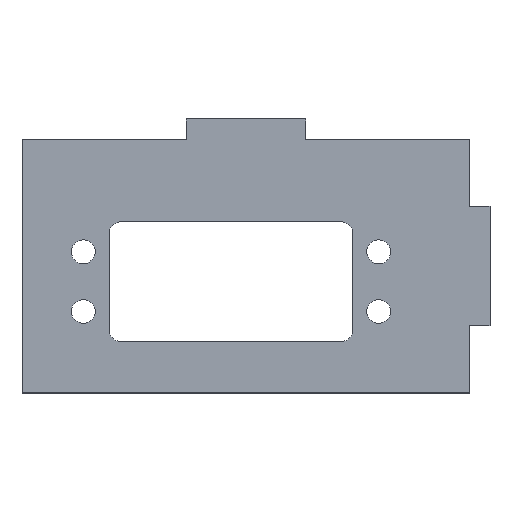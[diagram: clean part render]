
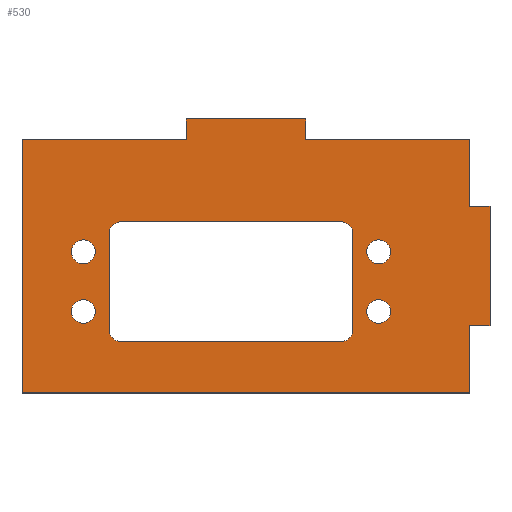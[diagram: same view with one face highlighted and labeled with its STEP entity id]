
A CAD part, top view. The second image highlights one B-rep face of the part: STEP entity #530.
In plain terms, the highlighted planar face has unit normal (0, 0, 1).
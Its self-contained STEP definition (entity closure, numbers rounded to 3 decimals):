
#20=FACE_BOUND('',#106,.T.);
#21=FACE_BOUND('',#107,.T.);
#22=FACE_BOUND('',#108,.T.);
#23=FACE_BOUND('',#109,.T.);
#24=FACE_BOUND('',#110,.T.);
#26=CIRCLE('',#561,2.);
#28=CIRCLE('',#564,2.);
#30=CIRCLE('',#567,2.);
#32=CIRCLE('',#570,2.);
#37=CIRCLE('',#579,2.);
#38=CIRCLE('',#582,2.);
#39=CIRCLE('',#585,2.);
#40=CIRCLE('',#588,2.);
#74=FACE_OUTER_BOUND('',#105,.T.);
#105=EDGE_LOOP('',(#463,#464,#465,#466,#467,#468,#469,#470,#471,#472,#473,
#474));
#106=EDGE_LOOP('',(#475));
#107=EDGE_LOOP('',(#476));
#108=EDGE_LOOP('',(#477));
#109=EDGE_LOOP('',(#478));
#110=EDGE_LOOP('',(#479,#480,#481,#482,#483,#484,#485,#486));
#111=LINE('',#739,#167);
#115=LINE('',#747,#171);
#118=LINE('',#753,#174);
#121=LINE('',#760,#177);
#125=LINE('',#768,#181);
#128=LINE('',#774,#184);
#131=LINE('',#780,#187);
#134=LINE('',#786,#190);
#142=LINE('',#818,#198);
#151=LINE('',#843,#207);
#156=LINE('',#854,#212);
#159=LINE('',#862,#215);
#162=LINE('',#870,#218);
#164=LINE('',#876,#220);
#165=LINE('',#878,#221);
#166=LINE('',#880,#222);
#167=VECTOR('',#597,10.);
#171=VECTOR('',#603,10.);
#174=VECTOR('',#608,10.);
#177=VECTOR('',#613,10.);
#181=VECTOR('',#619,10.);
#184=VECTOR('',#624,10.);
#187=VECTOR('',#629,10.);
#190=VECTOR('',#634,10.);
#198=VECTOR('',#668,10.);
#207=VECTOR('',#689,10.);
#212=VECTOR('',#700,10.);
#215=VECTOR('',#709,10.);
#218=VECTOR('',#718,10.);
#220=VECTOR('',#726,10.);
#221=VECTOR('',#729,10.);
#222=VECTOR('',#732,10.);
#223=VERTEX_POINT('',#737);
#224=VERTEX_POINT('',#738);
#227=VERTEX_POINT('',#746);
#229=VERTEX_POINT('',#752);
#231=VERTEX_POINT('',#758);
#232=VERTEX_POINT('',#759);
#235=VERTEX_POINT('',#767);
#237=VERTEX_POINT('',#773);
#239=VERTEX_POINT('',#779);
#241=VERTEX_POINT('',#785);
#244=VERTEX_POINT('',#793);
#246=VERTEX_POINT('',#799);
#248=VERTEX_POINT('',#805);
#250=VERTEX_POINT('',#811);
#252=VERTEX_POINT('',#817);
#262=VERTEX_POINT('',#842);
#263=VERTEX_POINT('',#846);
#264=VERTEX_POINT('',#848);
#265=VERTEX_POINT('',#852);
#266=VERTEX_POINT('',#856);
#267=VERTEX_POINT('',#860);
#268=VERTEX_POINT('',#864);
#269=VERTEX_POINT('',#868);
#270=VERTEX_POINT('',#872);
#271=EDGE_CURVE('',#223,#224,#111,.T.);
#275=EDGE_CURVE('',#224,#227,#115,.T.);
#278=EDGE_CURVE('',#227,#229,#118,.T.);
#281=EDGE_CURVE('',#231,#232,#121,.T.);
#285=EDGE_CURVE('',#232,#235,#125,.T.);
#288=EDGE_CURVE('',#235,#237,#128,.T.);
#291=EDGE_CURVE('',#239,#223,#131,.T.);
#294=EDGE_CURVE('',#241,#231,#134,.T.);
#299=EDGE_CURVE('',#244,#244,#26,.T.);
#302=EDGE_CURVE('',#246,#246,#28,.T.);
#305=EDGE_CURVE('',#248,#248,#30,.T.);
#308=EDGE_CURVE('',#250,#250,#32,.T.);
#310=EDGE_CURVE('',#252,#239,#142,.T.);
#323=EDGE_CURVE('',#262,#252,#151,.T.);
#326=EDGE_CURVE('',#264,#263,#37,.T.);
#329=EDGE_CURVE('',#263,#265,#156,.T.);
#331=EDGE_CURVE('',#265,#266,#38,.T.);
#333=EDGE_CURVE('',#266,#267,#159,.T.);
#335=EDGE_CURVE('',#267,#268,#39,.T.);
#337=EDGE_CURVE('',#268,#269,#162,.T.);
#339=EDGE_CURVE('',#269,#270,#40,.T.);
#340=EDGE_CURVE('',#270,#264,#164,.T.);
#341=EDGE_CURVE('',#237,#262,#165,.T.);
#342=EDGE_CURVE('',#229,#241,#166,.T.);
#463=ORIENTED_EDGE('',*,*,#310,.T.);
#464=ORIENTED_EDGE('',*,*,#291,.T.);
#465=ORIENTED_EDGE('',*,*,#271,.T.);
#466=ORIENTED_EDGE('',*,*,#275,.T.);
#467=ORIENTED_EDGE('',*,*,#278,.T.);
#468=ORIENTED_EDGE('',*,*,#342,.T.);
#469=ORIENTED_EDGE('',*,*,#294,.T.);
#470=ORIENTED_EDGE('',*,*,#281,.T.);
#471=ORIENTED_EDGE('',*,*,#285,.T.);
#472=ORIENTED_EDGE('',*,*,#288,.T.);
#473=ORIENTED_EDGE('',*,*,#341,.T.);
#474=ORIENTED_EDGE('',*,*,#323,.T.);
#475=ORIENTED_EDGE('',*,*,#299,.T.);
#476=ORIENTED_EDGE('',*,*,#302,.T.);
#477=ORIENTED_EDGE('',*,*,#305,.T.);
#478=ORIENTED_EDGE('',*,*,#308,.T.);
#479=ORIENTED_EDGE('',*,*,#326,.T.);
#480=ORIENTED_EDGE('',*,*,#329,.T.);
#481=ORIENTED_EDGE('',*,*,#331,.T.);
#482=ORIENTED_EDGE('',*,*,#333,.T.);
#483=ORIENTED_EDGE('',*,*,#335,.T.);
#484=ORIENTED_EDGE('',*,*,#337,.T.);
#485=ORIENTED_EDGE('',*,*,#339,.T.);
#486=ORIENTED_EDGE('',*,*,#340,.T.);
#504=PLANE('',#592);
#530=ADVANCED_FACE('',(#74,#20,#21,#22,#23,#24),#504,.T.);
#561=AXIS2_PLACEMENT_3D('',#795,#642,#643);
#564=AXIS2_PLACEMENT_3D('',#801,#649,#650);
#567=AXIS2_PLACEMENT_3D('',#807,#656,#657);
#570=AXIS2_PLACEMENT_3D('',#813,#663,#664);
#579=AXIS2_PLACEMENT_3D('',#849,#694,#695);
#582=AXIS2_PLACEMENT_3D('',#858,#704,#705);
#585=AXIS2_PLACEMENT_3D('',#866,#713,#714);
#588=AXIS2_PLACEMENT_3D('',#874,#722,#723);
#592=AXIS2_PLACEMENT_3D('',#881,#733,#734);
#597=DIRECTION('',(1.,0.,0.));
#603=DIRECTION('',(0.,1.,0.));
#608=DIRECTION('',(-1.,0.,0.));
#613=DIRECTION('',(0.,1.,0.));
#619=DIRECTION('',(-1.,0.,0.));
#624=DIRECTION('',(0.,-1.,0.));
#629=DIRECTION('',(0.,1.,0.));
#634=DIRECTION('',(-1.,0.,0.));
#642=DIRECTION('center_axis',(0.,0.,-1.));
#643=DIRECTION('ref_axis',(-1.,0.,0.));
#649=DIRECTION('center_axis',(0.,0.,-1.));
#650=DIRECTION('ref_axis',(-1.,0.,0.));
#656=DIRECTION('center_axis',(0.,0.,-1.));
#657=DIRECTION('ref_axis',(-1.,0.,0.));
#663=DIRECTION('center_axis',(0.,0.,-1.));
#664=DIRECTION('ref_axis',(-1.,0.,0.));
#668=DIRECTION('',(1.,0.,0.));
#689=DIRECTION('',(0.,-1.,0.));
#694=DIRECTION('center_axis',(0.,0.,-1.));
#695=DIRECTION('ref_axis',(-1.,0.,0.));
#700=DIRECTION('',(1.,0.,0.));
#704=DIRECTION('center_axis',(0.,0.,-1.));
#705=DIRECTION('ref_axis',(0.,1.,0.));
#709=DIRECTION('',(0.,-1.,0.));
#713=DIRECTION('center_axis',(0.,0.,-1.));
#714=DIRECTION('ref_axis',(1.,0.,0.));
#718=DIRECTION('',(-1.,0.,0.));
#722=DIRECTION('center_axis',(0.,0.,-1.));
#723=DIRECTION('ref_axis',(0.,-1.,0.));
#726=DIRECTION('',(0.,1.,0.));
#729=DIRECTION('',(-1.,0.,0.));
#732=DIRECTION('',(0.,1.,0.));
#733=DIRECTION('center_axis',(0.,0.,1.));
#734=DIRECTION('ref_axis',(1.,0.,0.));
#737=CARTESIAN_POINT('',(76.6,-31.25,0.));
#738=CARTESIAN_POINT('',(80.,-31.25,0.));
#739=CARTESIAN_POINT('',(76.6,-31.25,0.));
#746=CARTESIAN_POINT('',(80.,-11.25,0.));
#747=CARTESIAN_POINT('',(80.,-31.25,0.));
#752=CARTESIAN_POINT('',(76.6,-11.25,0.));
#753=CARTESIAN_POINT('',(80.,-11.25,0.));
#758=CARTESIAN_POINT('',(49.1,0.,0.));
#759=CARTESIAN_POINT('',(49.1,3.4,0.));
#760=CARTESIAN_POINT('',(49.1,0.,0.));
#767=CARTESIAN_POINT('',(29.1,3.4,0.));
#768=CARTESIAN_POINT('',(49.1,3.4,0.));
#773=CARTESIAN_POINT('',(29.1,0.,0.));
#774=CARTESIAN_POINT('',(29.1,3.4,0.));
#779=CARTESIAN_POINT('',(76.6,-42.5,0.));
#780=CARTESIAN_POINT('',(76.6,-90.,0.));
#785=CARTESIAN_POINT('',(76.6,0.,0.));
#786=CARTESIAN_POINT('',(80.,0.,0.));
#793=CARTESIAN_POINT('',(63.361,-28.85,0.));
#795=CARTESIAN_POINT('Origin',(61.361,-28.85,0.));
#799=CARTESIAN_POINT('',(13.861,-18.85,0.));
#801=CARTESIAN_POINT('Origin',(11.861,-18.85,0.));
#805=CARTESIAN_POINT('',(63.361,-18.85,0.));
#807=CARTESIAN_POINT('Origin',(61.361,-18.85,0.));
#811=CARTESIAN_POINT('',(13.861,-28.85,0.));
#813=CARTESIAN_POINT('Origin',(11.861,-28.85,0.));
#817=CARTESIAN_POINT('',(1.6,-42.5,0.));
#818=CARTESIAN_POINT('',(57.85,-42.5,0.));
#842=CARTESIAN_POINT('',(1.6,0.,0.));
#843=CARTESIAN_POINT('',(1.6,0.,0.));
#846=CARTESIAN_POINT('',(18.211,-13.8,0.));
#848=CARTESIAN_POINT('',(16.211,-15.8,0.));
#849=CARTESIAN_POINT('Origin',(18.211,-15.8,0.));
#852=CARTESIAN_POINT('',(55.011,-13.8,0.));
#854=CARTESIAN_POINT('',(47.056,-13.8,0.));
#856=CARTESIAN_POINT('',(57.011,-15.8,0.));
#858=CARTESIAN_POINT('Origin',(55.011,-15.8,0.));
#860=CARTESIAN_POINT('',(57.011,-31.9,0.));
#862=CARTESIAN_POINT('',(57.011,-37.2,0.));
#864=CARTESIAN_POINT('',(55.011,-33.9,0.));
#866=CARTESIAN_POINT('Origin',(55.011,-31.9,0.));
#868=CARTESIAN_POINT('',(18.211,-33.9,0.));
#870=CARTESIAN_POINT('',(28.656,-33.9,0.));
#872=CARTESIAN_POINT('',(16.211,-31.9,0.));
#874=CARTESIAN_POINT('Origin',(18.211,-31.9,0.));
#876=CARTESIAN_POINT('',(16.211,-29.15,0.));
#878=CARTESIAN_POINT('',(80.,0.,0.));
#880=CARTESIAN_POINT('',(76.6,-90.,0.));
#881=CARTESIAN_POINT('Origin',(39.1,-42.5,0.));
